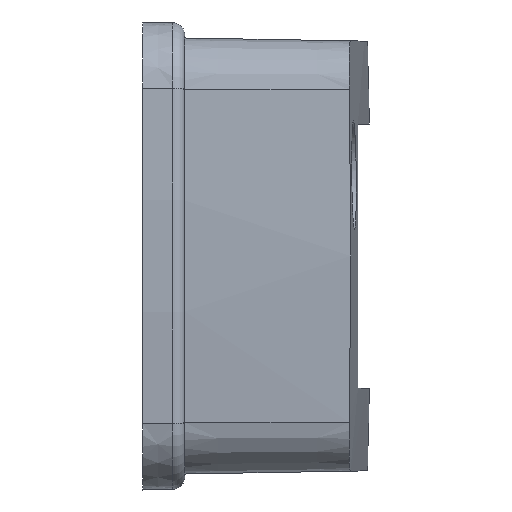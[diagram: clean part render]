
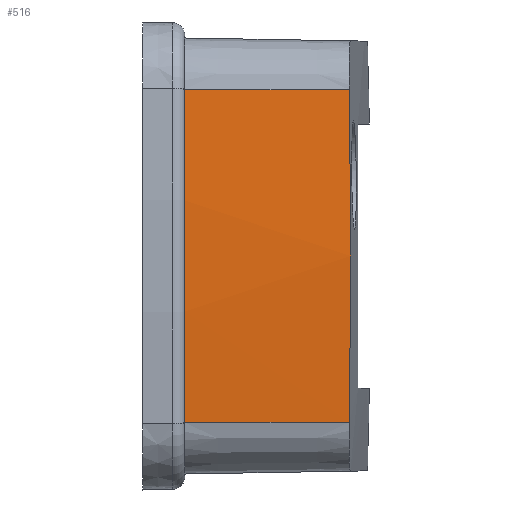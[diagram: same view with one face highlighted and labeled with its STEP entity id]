
A CAD part, front view. The second image highlights one B-rep face of the part: STEP entity #516.
In plain terms, the highlighted conical face has half-angle 1 degrees and reference radius 178.668 mm.
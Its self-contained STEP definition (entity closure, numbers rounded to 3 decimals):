
#115=B_SPLINE_CURVE_WITH_KNOTS('',3,(#2099,#2100,#2101,#2102),
 .UNSPECIFIED.,.F.,.F.,(4,4),(0.,1.),.UNSPECIFIED.);
#142=FACE_OUTER_BOUND('',#660,.T.);
#315=LINE('',#2190,#443);
#316=LINE('',#2194,#444);
#443=VECTOR('',#1681,1.);
#444=VECTOR('',#1684,1.);
#516=ADVANCED_FACE('',(#142),#569,.T.);
#569=CONICAL_SURFACE('',#1453,178.668,1.);
#660=EDGE_LOOP('',(#853,#854,#855,#856));
#853=ORIENTED_EDGE('',*,*,#1285,.F.);
#854=ORIENTED_EDGE('',*,*,#1303,.T.);
#855=ORIENTED_EDGE('',*,*,#1304,.T.);
#856=ORIENTED_EDGE('',*,*,#1305,.F.);
#1148=VERTEX_POINT('',#2098);
#1149=VERTEX_POINT('',#2103);
#1163=VERTEX_POINT('',#2191);
#1164=VERTEX_POINT('',#2193);
#1285=EDGE_CURVE('',#1148,#1149,#115,.T.);
#1303=EDGE_CURVE('',#1148,#1163,#315,.T.);
#1304=EDGE_CURVE('',#1163,#1164,#1389,.T.);
#1305=EDGE_CURVE('',#1149,#1164,#316,.T.);
#1389=CIRCLE('',#1452,178.668);
#1452=AXIS2_PLACEMENT_3D('',#2192,#1682,#1683);
#1453=AXIS2_PLACEMENT_3D('',#2195,#1685,#1686);
#1681=DIRECTION('',(-1.,-0.017,0.001));
#1682=DIRECTION('',(1.,0.,0.));
#1683=DIRECTION('',(0.,1.,0.));
#1684=DIRECTION('',(-1.,-0.017,-0.001));
#1685=DIRECTION('',(-1.,0.,0.));
#1686=DIRECTION('',(0.,1.,0.));
#2098=CARTESIAN_POINT('',(17.224,-71.45,13.844));
#2099=CARTESIAN_POINT('',(17.224,-71.45,13.844));
#2100=CARTESIAN_POINT('',(17.39,-72.164,4.629));
#2101=CARTESIAN_POINT('',(17.39,-72.164,-4.629));
#2102=CARTESIAN_POINT('',(17.224,-71.45,-13.844));
#2103=CARTESIAN_POINT('',(17.224,-71.45,-13.844));
#2190=CARTESIAN_POINT('',(3.5,-71.689,13.862));
#2191=CARTESIAN_POINT('',(3.5,-71.689,13.862));
#2192=CARTESIAN_POINT('',(3.5,106.441,0.));
#2193=CARTESIAN_POINT('',(3.5,-71.689,-13.862));
#2194=CARTESIAN_POINT('',(3.5,-71.689,-13.862));
#2195=CARTESIAN_POINT('',(3.5,106.441,0.));
